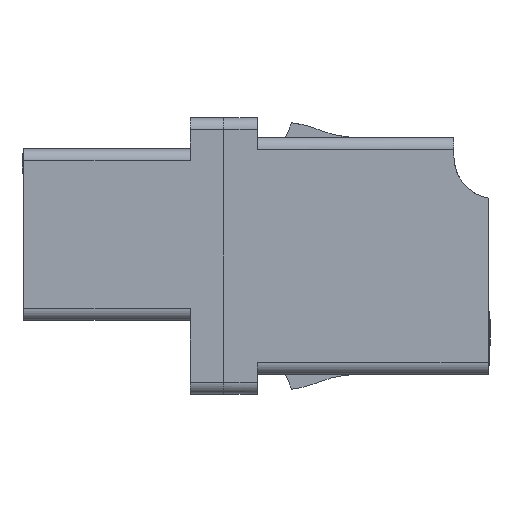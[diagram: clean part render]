
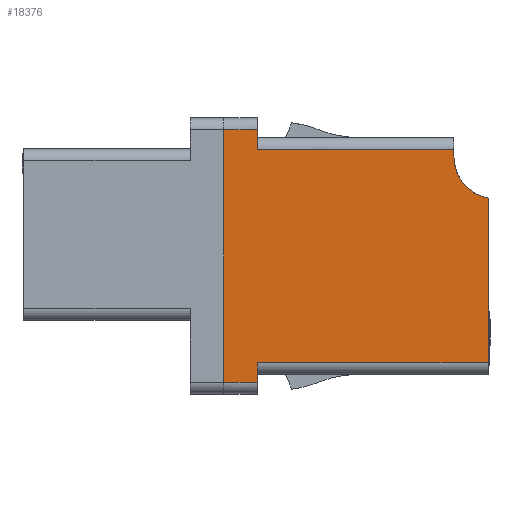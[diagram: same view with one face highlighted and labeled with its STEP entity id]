
A CAD part, front view. The second image highlights one B-rep face of the part: STEP entity #18376.
In plain terms, the highlighted planar face has unit normal (0, -1, 0).
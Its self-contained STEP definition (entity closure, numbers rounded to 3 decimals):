
#259 = VERTEX_POINT ( 'NONE', #15318 ) ;
#489 = ORIENTED_EDGE ( 'NONE', *, *, #22189, .F. ) ;
#862 = ORIENTED_EDGE ( 'NONE', *, *, #20188, .T. ) ;
#1911 = CARTESIAN_POINT ( 'NONE',  ( 12.71, -6.54, 5.96 ) ) ;
#2467 = ORIENTED_EDGE ( 'NONE', *, *, #20742, .F. ) ;
#2698 = EDGE_CURVE ( 'NONE', #18431, #16477, #22501, .T. ) ;
#3998 = CARTESIAN_POINT ( 'NONE',  ( 15.01, -6.54, 5.523 ) ) ;
#4139 = VERTEX_POINT ( 'NONE', #22965 ) ;
#4232 = CARTESIAN_POINT ( 'NONE',  ( 14.6, -6.54, -5.84 ) ) ;
#4605 = VERTEX_POINT ( 'NONE', #4232 ) ;
#4798 = VERTEX_POINT ( 'NONE', #16412 ) ;
#5134 = AXIS2_PLACEMENT_3D ( 'NONE', #20192, #9294, #22048 ) ;
#5421 = CARTESIAN_POINT ( 'NONE',  ( 1.233, -6.54, 7.04 ) ) ;
#5811 = DIRECTION ( 'NONE',  ( -1., 0., 0. ) ) ;
#6039 = CARTESIAN_POINT ( 'NONE',  ( 0., -6.54, -6.92 ) ) ;
#6151 = CARTESIAN_POINT ( 'NONE',  ( 1.85, -6.54, 5.96 ) ) ;
#6955 = LINE ( 'NONE', #7297, #9487 ) ;
#6983 = CARTESIAN_POINT ( 'NONE',  ( 1.85, -6.54, 7.04 ) ) ;
#7076 = VERTEX_POINT ( 'NONE', #17373 ) ;
#7297 = CARTESIAN_POINT ( 'NONE',  ( 0., -6.54, 5.96 ) ) ;
#7347 = DIRECTION ( 'NONE',  ( 0., 0., 1. ) ) ;
#7991 = VECTOR ( 'NONE', #8737, 1000. ) ;
#8137 = AXIS2_PLACEMENT_3D ( 'NONE', #3998, #16716, #5811 ) ;
#8565 = LINE ( 'NONE', #23315, #7991 ) ;
#8578 = VERTEX_POINT ( 'NONE', #6151 ) ;
#8737 = DIRECTION ( 'NONE',  ( -1., 0., 0. ) ) ;
#8912 = CARTESIAN_POINT ( 'NONE',  ( 0.617, -6.54, 7.04 ) ) ;
#9001 = CARTESIAN_POINT ( 'NONE',  ( 1.233, -6.54, -6.92 ) ) ;
#9294 = DIRECTION ( 'NONE',  ( 0., 1., 0. ) ) ;
#9407 = CARTESIAN_POINT ( 'NONE',  ( 14.6, -6.54, 0. ) ) ;
#9487 = VECTOR ( 'NONE', #21855, 1000. ) ;
#10004 = CARTESIAN_POINT ( 'NONE',  ( 1.85, -6.54, 0. ) ) ;
#10384 = EDGE_CURVE ( 'NONE', #7076, #4798, #12296, .T. ) ;
#10569 = EDGE_CURVE ( 'NONE', #4605, #4798, #8565, .T. ) ;
#10826 = EDGE_LOOP ( 'NONE', ( #489, #10844, #15880, #862, #11771, #19263, #16619, #22423, #13059, #2467 ) ) ;
#10844 = ORIENTED_EDGE ( 'NONE', *, *, #10384, .T. ) ;
#11345 = B_SPLINE_CURVE_WITH_KNOTS ( 'NONE', 1,
 ( #6039, #18850 ),
 .UNSPECIFIED., .F., .F.,
 ( 2, 2 ),
 ( 0., 1. ),
 .UNSPECIFIED. ) ;
#11771 = ORIENTED_EDGE ( 'NONE', *, *, #17942, .F. ) ;
#11913 = CIRCLE ( 'NONE', #8137, 2.3 ) ;
#12199 = VERTEX_POINT ( 'NONE', #6983 ) ;
#12296 = LINE ( 'NONE', #10004, #17131 ) ;
#12315 = EDGE_CURVE ( 'NONE', #8578, #16477, #6955, .T. ) ;
#12333 = CARTESIAN_POINT ( 'NONE',  ( 12.71, -6.54, 0. ) ) ;
#12687 = CARTESIAN_POINT ( 'NONE',  ( 0., -6.54, -6.92 ) ) ;
#12898 = PLANE ( 'NONE',  #5134 ) ;
#13059 = ORIENTED_EDGE ( 'NONE', *, *, #13543, .F. ) ;
#13071 = DIRECTION ( 'NONE',  ( 0., 0., 1. ) ) ;
#13543 = EDGE_CURVE ( 'NONE', #18483, #12199, #19327, .T. ) ;
#15318 = CARTESIAN_POINT ( 'NONE',  ( 14.6, -6.54, 3.26 ) ) ;
#15880 = ORIENTED_EDGE ( 'NONE', *, *, #10569, .F. ) ;
#16412 = CARTESIAN_POINT ( 'NONE',  ( 1.85, -6.54, -5.84 ) ) ;
#16477 = VERTEX_POINT ( 'NONE', #1911 ) ;
#16619 = ORIENTED_EDGE ( 'NONE', *, *, #12315, .F. ) ;
#16716 = DIRECTION ( 'NONE',  ( 0., -1., 0. ) ) ;
#17131 = VECTOR ( 'NONE', #20889, 1000. ) ;
#17373 = CARTESIAN_POINT ( 'NONE',  ( 1.85, -6.54, -6.92 ) ) ;
#17771 = VECTOR ( 'NONE', #13071, 1000. ) ;
#17942 = EDGE_CURVE ( 'NONE', #18431, #259, #11913, .T. ) ;
#18151 = CARTESIAN_POINT ( 'NONE',  ( 1.85, -6.54, 7.04 ) ) ;
#18376 = ADVANCED_FACE ( 'NONE', ( #20648 ), #12898, .F. ) ;
#18431 = VERTEX_POINT ( 'NONE', #22120 ) ;
#18483 = VERTEX_POINT ( 'NONE', #18601 ) ;
#18495 = B_SPLINE_CURVE_WITH_KNOTS ( 'NONE', 3,
 ( #21657, #9001, #23574, #12687 ),
 .UNSPECIFIED., .F., .F.,
 ( 4, 4 ),
 ( 0., 1. ),
 .UNSPECIFIED. ) ;
#18601 = CARTESIAN_POINT ( 'NONE',  ( 0., -6.54, 7.04 ) ) ;
#18652 = LINE ( 'NONE', #20064, #23520 ) ;
#18850 = CARTESIAN_POINT ( 'NONE',  ( 0., -6.54, 7.04 ) ) ;
#19263 = ORIENTED_EDGE ( 'NONE', *, *, #2698, .T. ) ;
#19327 = B_SPLINE_CURVE_WITH_KNOTS ( 'NONE', 3,
 ( #21723, #8912, #5421, #18151 ),
 .UNSPECIFIED., .F., .F.,
 ( 4, 4 ),
 ( 0., 1. ),
 .UNSPECIFIED. ) ;
#19641 = DIRECTION ( 'NONE',  ( 0., 0., 1. ) ) ;
#20064 = CARTESIAN_POINT ( 'NONE',  ( 1.85, -6.54, 0. ) ) ;
#20188 = EDGE_CURVE ( 'NONE', #4605, #259, #22601, .T. ) ;
#20192 = CARTESIAN_POINT ( 'NONE',  ( 0., -6.54, 0. ) ) ;
#20648 = FACE_OUTER_BOUND ( 'NONE', #10826, .T. ) ;
#20742 = EDGE_CURVE ( 'NONE', #4139, #18483, #11345, .T. ) ;
#20889 = DIRECTION ( 'NONE',  ( 0., 0., 1. ) ) ;
#21657 = CARTESIAN_POINT ( 'NONE',  ( 1.85, -6.54, -6.92 ) ) ;
#21723 = CARTESIAN_POINT ( 'NONE',  ( 0., -6.54, 7.04 ) ) ;
#21855 = DIRECTION ( 'NONE',  ( 1., 0., 0. ) ) ;
#22048 = DIRECTION ( 'NONE',  ( 0., 0., 1. ) ) ;
#22120 = CARTESIAN_POINT ( 'NONE',  ( 12.71, -6.54, 5.523 ) ) ;
#22189 = EDGE_CURVE ( 'NONE', #7076, #4139, #18495, .T. ) ;
#22423 = ORIENTED_EDGE ( 'NONE', *, *, #23145, .T. ) ;
#22501 = LINE ( 'NONE', #12333, #23070 ) ;
#22601 = LINE ( 'NONE', #9407, #17771 ) ;
#22965 = CARTESIAN_POINT ( 'NONE',  ( 0., -6.54, -6.92 ) ) ;
#23070 = VECTOR ( 'NONE', #19641, 1000. ) ;
#23145 = EDGE_CURVE ( 'NONE', #8578, #12199, #18652, .T. ) ;
#23315 = CARTESIAN_POINT ( 'NONE',  ( 0., -6.54, -5.84 ) ) ;
#23520 = VECTOR ( 'NONE', #7347, 1000. ) ;
#23574 = CARTESIAN_POINT ( 'NONE',  ( 0.617, -6.54, -6.92 ) ) ;
